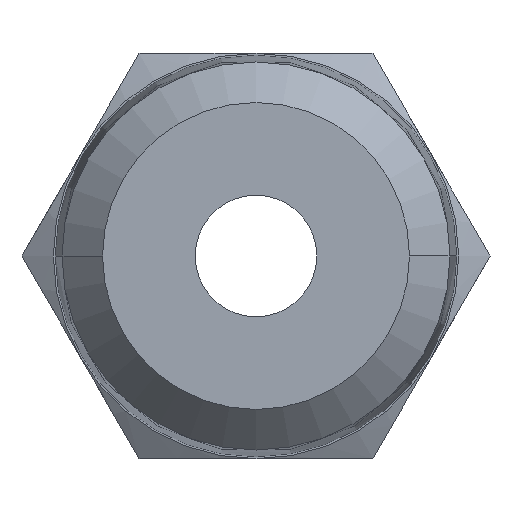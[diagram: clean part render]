
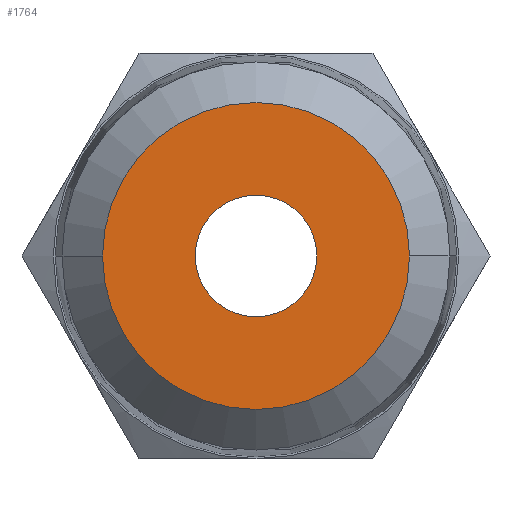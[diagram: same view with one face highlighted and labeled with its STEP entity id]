
A CAD part, front view. The second image highlights one B-rep face of the part: STEP entity #1764.
In plain terms, the highlighted planar face has unit normal (0, -1, 0).
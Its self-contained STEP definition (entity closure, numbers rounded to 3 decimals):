
#32 = AXIS2_PLACEMENT_3D ( 'NONE', #43, #40, #41 ) ;
#37 = CIRCLE ( 'NONE', #32, 1.5 ) ;
#40 = DIRECTION ( 'NONE',  ( 0., -1., 0. ) ) ;
#41 = DIRECTION ( 'NONE',  ( 0., 0., -1. ) ) ;
#43 = CARTESIAN_POINT ( 'NONE',  ( 0., 0., 0. ) ) ;
#508 = VERTEX_POINT ( 'NONE', #984 ) ;
#509 = VERTEX_POINT ( 'NONE', #991 ) ;
#521 = EDGE_CURVE ( 'NONE', #554, #559, #998, .T. ) ;
#554 = VERTEX_POINT ( 'NONE', #1896 ) ;
#559 = VERTEX_POINT ( 'NONE', #1897 ) ;
#580 = EDGE_CURVE ( 'NONE', #509, #508, #37, .T. ) ;
#851 = EDGE_CURVE ( 'NONE', #559, #554, #1311, .T. ) ;
#984 = CARTESIAN_POINT ( 'NONE',  ( 0., 0., -1.5 ) ) ;
#991 = CARTESIAN_POINT ( 'NONE',  ( 0., 0., 1.5 ) ) ;
#996 = DIRECTION ( 'NONE',  ( 0., 1., 0. ) ) ;
#998 = CIRCLE ( 'NONE', #1016, 3.787 ) ;
#1005 = CARTESIAN_POINT ( 'NONE',  ( 0., 0., 0. ) ) ;
#1013 = DIRECTION ( 'NONE',  ( -1., 0., 0. ) ) ;
#1016 = AXIS2_PLACEMENT_3D ( 'NONE', #1005, #996, #1013 ) ;
#1295 = DIRECTION ( 'NONE',  ( 0., 1., 0. ) ) ;
#1296 = DIRECTION ( 'NONE',  ( -1., 0., 0. ) ) ;
#1301 = CARTESIAN_POINT ( 'NONE',  ( 0., 0., 0. ) ) ;
#1310 = AXIS2_PLACEMENT_3D ( 'NONE', #1301, #1295, #1296 ) ;
#1311 = CIRCLE ( 'NONE', #1310, 3.787 ) ;
#1510 = DIRECTION ( 'NONE',  ( 0., 0., -1. ) ) ;
#1513 = PLANE ( 'NONE',  #1528 ) ;
#1515 = AXIS2_PLACEMENT_3D ( 'NONE', #1521, #1533, #1510 ) ;
#1517 = FACE_OUTER_BOUND ( 'NONE', #1767, .T. ) ;
#1521 = CARTESIAN_POINT ( 'NONE',  ( 0., 0., 0. ) ) ;
#1523 = DIRECTION ( 'NONE',  ( 0., 0., -1. ) ) ;
#1525 = DIRECTION ( 'NONE',  ( 0., -1., 0. ) ) ;
#1526 = CARTESIAN_POINT ( 'NONE',  ( 0., 0., 0. ) ) ;
#1528 = AXIS2_PLACEMENT_3D ( 'NONE', #1526, #1525, #1523 ) ;
#1531 = CIRCLE ( 'NONE', #1515, 1.5 ) ;
#1532 = FACE_BOUND ( 'NONE', #1765, .T. ) ;
#1533 = DIRECTION ( 'NONE',  ( 0., -1., 0. ) ) ;
#1734 = ORIENTED_EDGE ( 'NONE', *, *, #1755, .F. ) ;
#1736 = ORIENTED_EDGE ( 'NONE', *, *, #521, .F. ) ;
#1755 = EDGE_CURVE ( 'NONE', #508, #509, #1531, .T. ) ;
#1758 = ORIENTED_EDGE ( 'NONE', *, *, #580, .F. ) ;
#1764 = ADVANCED_FACE ( 'NONE', ( #1532, #1517 ), #1513, .T. ) ;
#1765 = EDGE_LOOP ( 'NONE', ( #1734, #1758 ) ) ;
#1767 = EDGE_LOOP ( 'NONE', ( #1736, #1770 ) ) ;
#1770 = ORIENTED_EDGE ( 'NONE', *, *, #851, .F. ) ;
#1896 = CARTESIAN_POINT ( 'NONE',  ( -3.787, 0., 0. ) ) ;
#1897 = CARTESIAN_POINT ( 'NONE',  ( 3.787, 0., 0. ) ) ;
